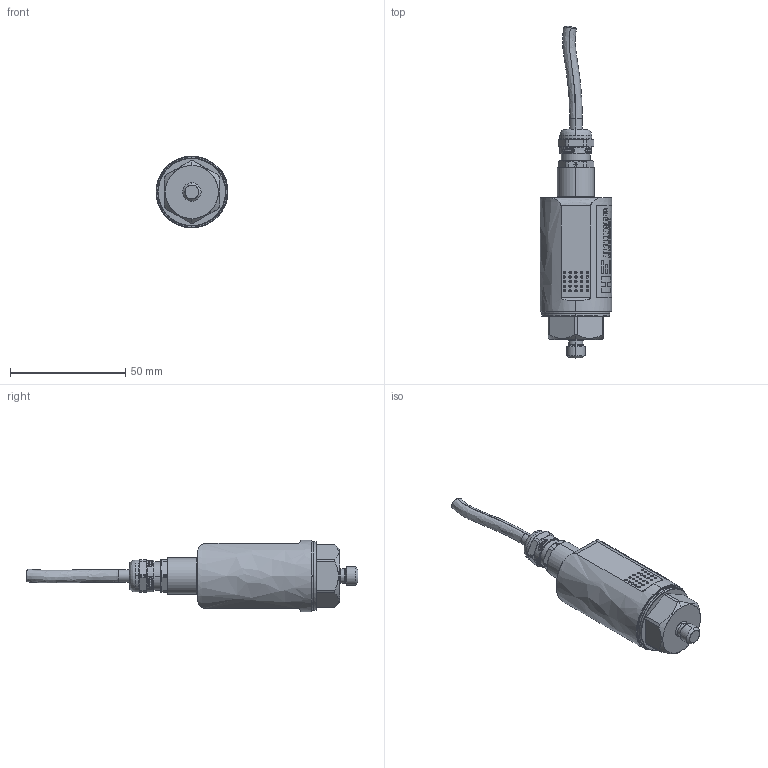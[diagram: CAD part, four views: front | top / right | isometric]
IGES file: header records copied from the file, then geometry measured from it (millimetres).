
Start section: SolidWorks IGES file using analytic representation for surfaces
Global section: file name: 02.113.008_Stand07102016_01.IGS; native system: SolidWorks 2016; preprocessor: SolidWorks 2016; author: Kerstin; date: 161007.133724; units: millimetre
Bounding box: 31.1 x 143.93 x 31 mm (x, y, z)
Surface area: 10638.9 mm2 (no closed solid volume)
Topology: 0 solids, 0 shells, 886 faces, 7258 edges, 7058 vertices
Faces by surface type: bspline 711, revolution 175
